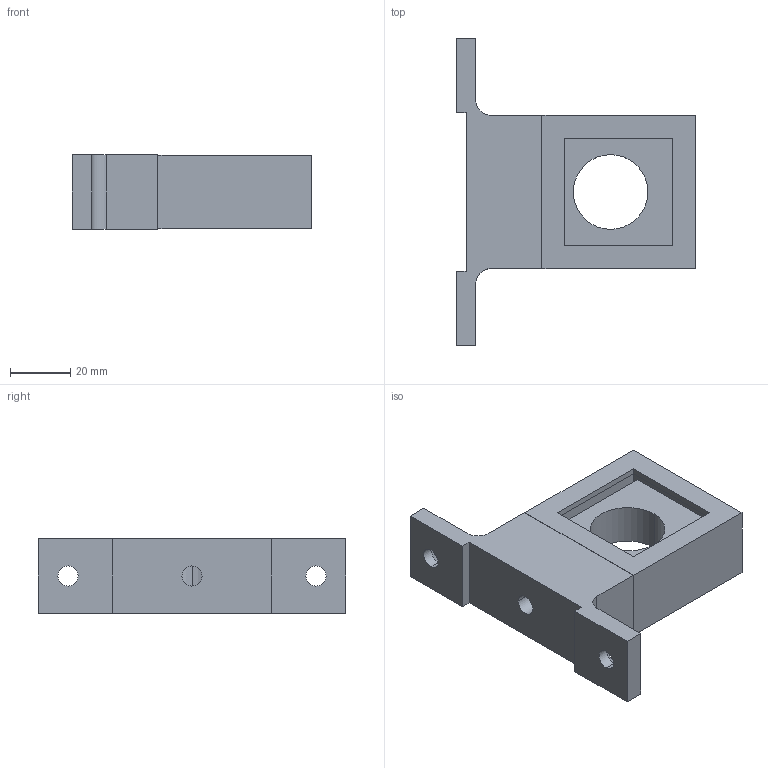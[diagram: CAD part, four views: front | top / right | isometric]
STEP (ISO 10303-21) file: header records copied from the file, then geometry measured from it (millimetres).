
FILE_DESCRIPTION (( 'STEP AP214' ), '1' );
FILE_NAME ('Norgren-4314-52.STEP', '2020-10-08T09:19:32', ( '' ), ( '' ), 'SwSTEP 2.0', 'SolidWorks 2020', '' );
FILE_SCHEMA (( 'AUTOMOTIVE_DESIGN' ));
Length unit declared in the file: millimetre
Products named in the file (2): Norgren-4314-52; 4314-52
Assembly tree (1 placements, depth 2):
  Norgren-4314-52
    4314-52
Bounding box: 79.1 x 101.6 x 24.5 mm (x, y, z)
Volume: 75911.8 mm3; surface area: 25296.6 mm2
Topology: 2 solids, 2 shells, 69 faces, 169 edges, 105 vertices
Faces by surface type: plane 46, cylinder 16, cone 7
Entity records: 2921 total; most frequent: CARTESIAN_POINT 434, DIRECTION 352, ORIENTED_EDGE 338, EDGE_CURVE 169, VECTOR 128, LINE 128, AXIS2_PLACEMENT_3D 112, VERTEX_POINT 105
